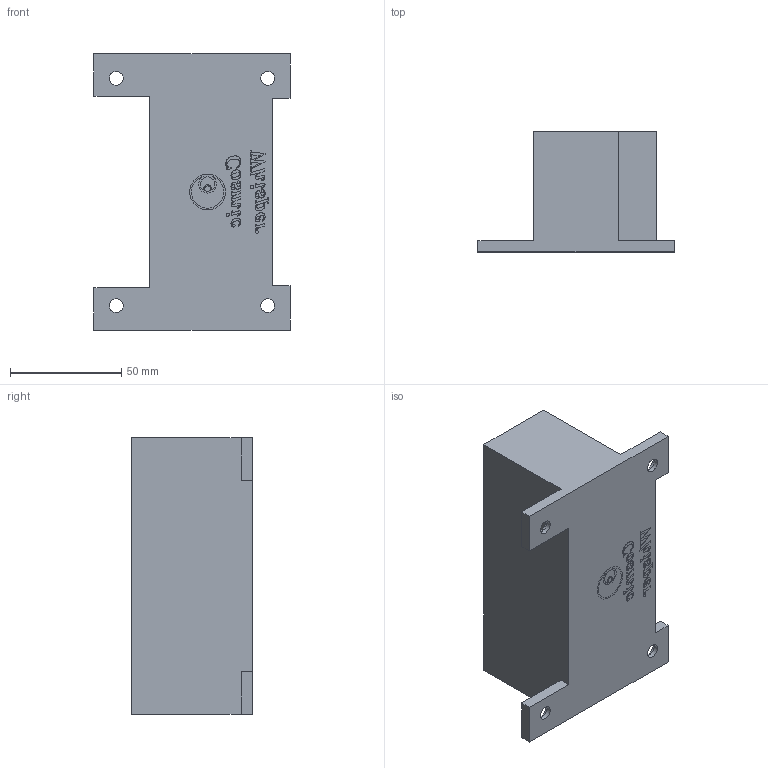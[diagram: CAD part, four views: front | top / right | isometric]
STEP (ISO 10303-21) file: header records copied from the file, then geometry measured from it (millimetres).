
FILE_DESCRIPTION(/* description */ (''),/* implementation_level */ '2;1');
FILE_NAME(/* name */ 'vials holder.step',/* time_stamp */ '2025-08-01T15:40:37-07:00',/* author */ (''),/* organization */ (''),/* preprocessor_version */ 'ST-DEVELOPER v20.1',/* originating_system */ 'Autodesk Translation Framework v14.10.0.0',/* authorisation */ '');
FILE_SCHEMA (('AUTOMOTIVE_DESIGN { 1 0 10303 214 3 1 1 }'));
Products named in the file (1): Vials holder
Bounding box: 88 x 54 x 124 mm (x, y, z)
Volume: 221480.4 mm3; surface area: 54328.8 mm2
Topology: 27 solids, 27 shells, 1432 faces, 4087 edges, 2724 vertices
Faces by surface type: bspline 1065, plane 347, cylinder 20
Full cylindrical faces by diameter (mm): 2.5 x2, 6.25 x4, 12 x4, 16 x2
Entity records: 53439 total; most frequent: CARTESIAN_POINT 24656, ORIENTED_EDGE 8174, EDGE_CURVE 4087, VERTEX_POINT 2724, DIRECTION 2718, LINE 1894, VECTOR 1894, EDGE_LOOP 1505
